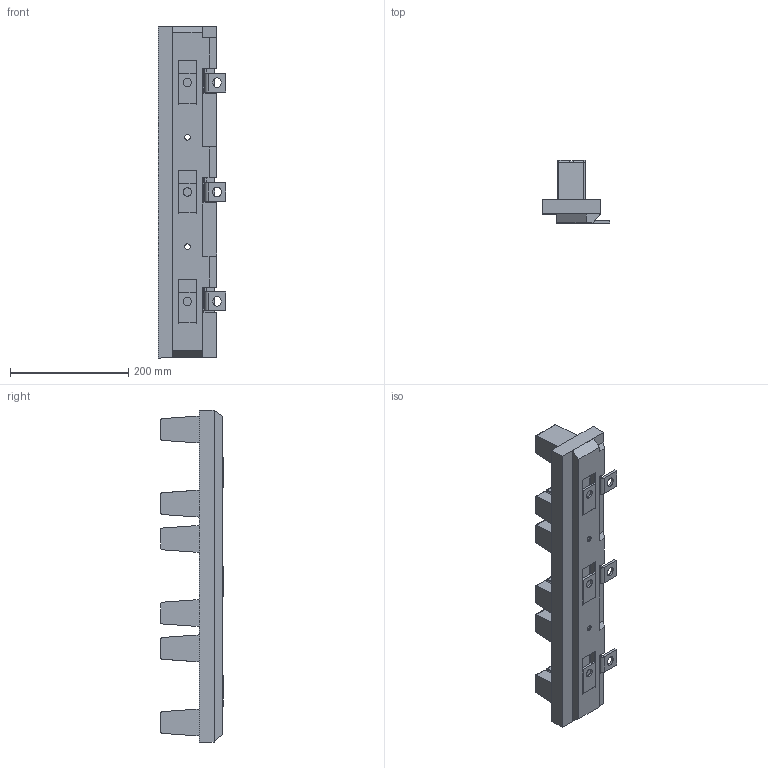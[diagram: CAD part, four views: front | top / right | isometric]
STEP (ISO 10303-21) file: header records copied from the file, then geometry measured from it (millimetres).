
FILE_DESCRIPTION(/* description */ (''),/* implementation_level */ '2;1');
FILE_NAME(/* name */ '1.stp',/* time_stamp */ '2016-06-23T11:18:14+08:00',/* author */ (''),/* organization */ (''),/* preprocessor_version */ 'ST-DEVELOPER v16',/* originating_system */ 'SIEMENS PLM Software NX 10.0',/* authorisation */ '');
FILE_SCHEMA (('AUTOMOTIVE_DESIGN { 1 0 10303 214 3 1 1 1 }'));
Length unit declared in the file: millimetre
Products named in the file (1): 1
Bounding box: 114.5 x 105.75 x 561.25 mm (x, y, z)
Volume: 534243.3 mm3; surface area: 442051.4 mm2
Topology: 4 solids, 4 shells, 363 faces, 1067 edges, 712 vertices
Faces by surface type: plane 268, cylinder 59, extrusion 36
Full cylindrical faces by diameter (mm): 9.4 x2, 14 x3
Entity records: 12336 total; most frequent: CARTESIAN_POINT 2494, ORIENTED_EDGE 2120, DIRECTION 1882, EDGE_CURVE 1060, VECTOR 894, LINE 858, VERTEX_POINT 710, AXIS2_PLACEMENT_3D 494
